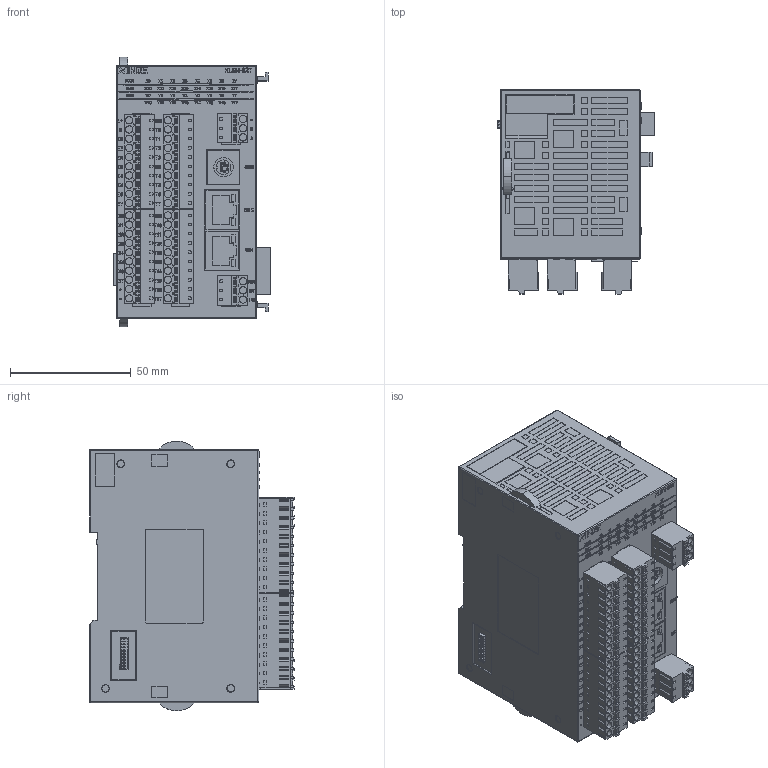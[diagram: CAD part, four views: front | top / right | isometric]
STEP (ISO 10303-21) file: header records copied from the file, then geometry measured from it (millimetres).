
FILE_DESCRIPTION(/* description */ (''),/* implementation_level */ '2;1');
FILE_NAME(/* name */ 'XL5N-32T',/* time_stamp */ '2022-12-03T08:52:51+08:00',/* author */ (''),/* organization */ (''),/* preprocessor_version */ 'ST-DEVELOPER v16.5',/* originating_system */ '',/* authorisation */ '');
FILE_SCHEMA (('CONFIG_CONTROL_DESIGN'));
Products named in the file (1): Document
Bounding box: 64.75 x 84.59 x 111.69 mm (x, y, z)
Volume: 445745.6 mm3; surface area: 49994.3 mm2
Topology: 1 solids, 226 shells, 3798 faces, 11299 edges, 8134 vertices
Faces by surface type: plane 3408, cylinder 308, bspline 82
Entity records: 120651 total; most frequent: CARTESIAN_POINT 46093, ORIENTED_EDGE 20546, EDGE_CURVE 11296, B_SPLINE_CURVE_WITH_KNOTS 10581, VERTEX_POINT 8134, EDGE_LOOP 4244, ADVANCED_FACE 3798, FACE_OUTER_BOUND 3798
